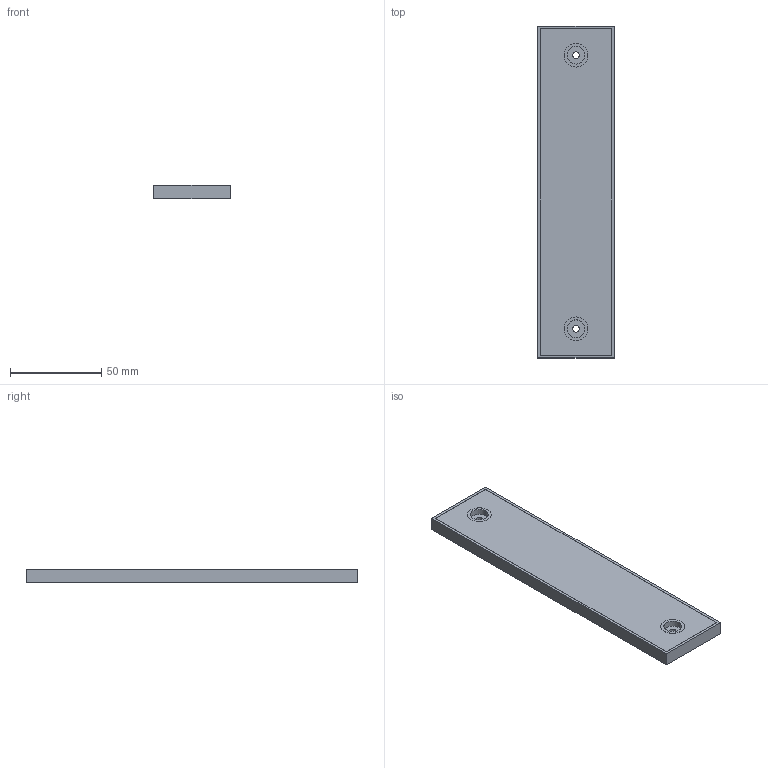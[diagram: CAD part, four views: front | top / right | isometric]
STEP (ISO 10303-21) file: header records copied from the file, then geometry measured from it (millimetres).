
FILE_DESCRIPTION((''),'2;1');
FILE_NAME('E702-22_CB_K04','2017-06-20T',('cmozuch'),(''),'PRO/ENGINEER BY PARAMETRIC TECHNOLOGY CORPORATION, 2015440','PRO/ENGINEER BY PARAMETRIC TECHNOLOGY CORPORATION, 2015440','');
FILE_SCHEMA(('CONFIG_CONTROL_DESIGN'));
Length unit declared in the file: millimetre
Products named in the file (1): E702-22_CB_K04
Bounding box: 42 x 182 x 7.4 mm (x, y, z)
Volume: 54129.7 mm3; surface area: 19001.2 mm2
Topology: 1 solids, 1 shells, 38 faces, 84 edges, 56 vertices
Faces by surface type: plane 22, cylinder 16
Entity records: 1597 total; most frequent: DIRECTION 192, CARTESIAN_POINT 178, ORIENTED_EDGE 168, EDGE_CURVE 84, FILL_AREA_STYLE_COLOUR 74, FILL_AREA_STYLE 74, SURFACE_STYLE_FILL_AREA 74, SURFACE_SIDE_STYLE 74
